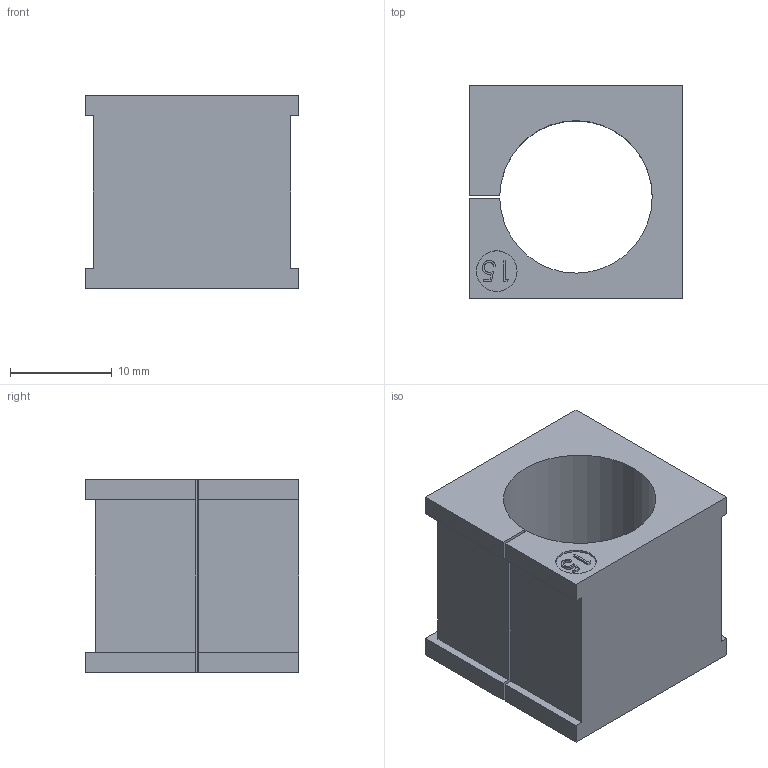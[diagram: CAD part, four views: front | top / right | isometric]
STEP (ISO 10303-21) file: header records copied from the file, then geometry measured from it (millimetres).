
FILE_DESCRIPTION(('STEP AP242'),'1');
FILE_NAME('41215.stp','2020-06-03T11:57:35',('TraceParts'),('TraceParts S.A.'),'Spatial InterOp 3D',' ',' ');
FILE_SCHEMA(('AP242_MANAGED_MODEL_BASED_3D_ENGINEERING_MIM_LF {1 0 10303 442 1 1 4}'));
Length unit declared in the file: millimetre
Products named in the file (1): 41215
Bounding box: 21 x 21 x 19 mm (x, y, z)
Volume: 4202.7 mm3; surface area: 3135.1 mm2
Topology: 1 solids, 1 shells, 51 faces, 135 edges, 90 vertices
Faces by surface type: plane 37, bspline 8, cylinder 6
Entity records: 2040 total; most frequent: CARTESIAN_POINT 797, ORIENTED_EDGE 270, DIRECTION 219, EDGE_CURVE 135, LINE 107, VECTOR 107, VERTEX_POINT 90, AXIS2_PLACEMENT_3D 56
